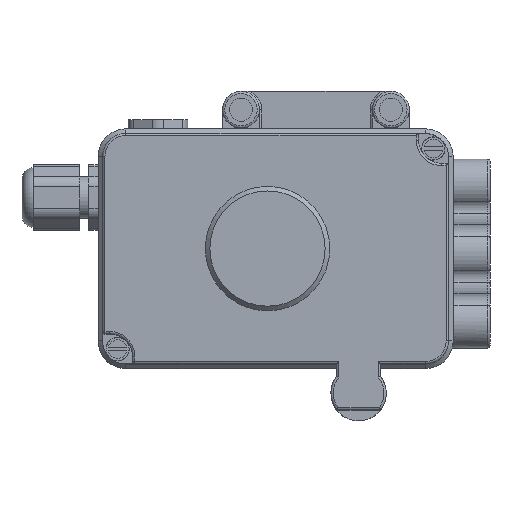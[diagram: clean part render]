
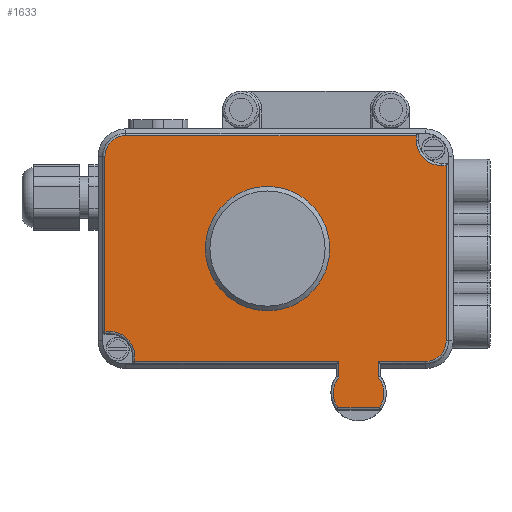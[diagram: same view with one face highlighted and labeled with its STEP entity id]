
A CAD part, top view. The second image highlights one B-rep face of the part: STEP entity #1633.
In plain terms, the highlighted planar face has unit normal (0, 0, 1).
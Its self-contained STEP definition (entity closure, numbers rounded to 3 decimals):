
#1461=CARTESIAN_POINT('',(46.5,15.,45.0));
#1462=VERTEX_POINT('',#1461);
#1463=CARTESIAN_POINT('',(19.5,15.,45.0));
#1464=DIRECTION('',(0.0,0.0,1.0));
#1465=DIRECTION('',(-1.0,0.0,0.0));
#1466=AXIS2_PLACEMENT_3D('',#1463,#1464,#1465);
#1467=CIRCLE('',#1466,27.0);
#1468=EDGE_CURVE('',#1462,#1462,#1467,.T.);
#1473=CARTESIAN_POINT('',(23.0,15.,45.0));
#1474=DIRECTION('',(0.0,0.0,1.0));
#1475=DIRECTION('',(1.0,0.0,0.0));
#1476=AXIS2_PLACEMENT_3D('',#1473,#1474,#1475);
#1477=PLANE('',#1476);
#1478=CARTESIAN_POINT('',(-51.,-21.,45.0));
#1479=VERTEX_POINT('',#1478);
#1480=CARTESIAN_POINT('',(-51.,55.0,45.0));
#1481=VERTEX_POINT('',#1480);
#1482=CARTESIAN_POINT('',(-51.,-21.,45.0));
#1483=DIRECTION('',(0.0,1.0,0.0));
#1484=VECTOR('',#1483,76.);
#1485=LINE('',#1482,#1484);
#1486=EDGE_CURVE('',#1479,#1481,#1485,.T.);
#1487=ORIENTED_EDGE('',*,*,#1486,.F.);
#1488=CARTESIAN_POINT('',(-49.,-21.,45.0));
#1489=VERTEX_POINT('',#1488);
#1490=CARTESIAN_POINT('',(-49.,-21.,45.0));
#1491=DIRECTION('',(-1.0,0.0,0.0));
#1492=VECTOR('',#1491,2.);
#1493=LINE('',#1490,#1492);
#1494=EDGE_CURVE('',#1489,#1479,#1493,.T.);
#1495=ORIENTED_EDGE('',*,*,#1494,.F.);
#1496=CARTESIAN_POINT('',(-38.,-32.,45.0));
#1497=VERTEX_POINT('',#1496);
#1498=CARTESIAN_POINT('',(-49.,-32.,45.0));
#1499=DIRECTION('',(0.0,0.0,1.0));
#1500=DIRECTION('',(0.707,0.707,0.0));
#1501=AXIS2_PLACEMENT_3D('',#1498,#1499,#1500);
#1502=CIRCLE('',#1501,11.0);
#1503=EDGE_CURVE('',#1497,#1489,#1502,.T.);
#1504=ORIENTED_EDGE('',*,*,#1503,.F.);
#1505=CARTESIAN_POINT('',(-38.,-34.,45.0));
#1506=VERTEX_POINT('',#1505);
#1507=CARTESIAN_POINT('',(-38.,-34.,45.0));
#1508=DIRECTION('',(0.0,1.0,0.0));
#1509=VECTOR('',#1508,2.0);
#1510=LINE('',#1507,#1509);
#1511=EDGE_CURVE('',#1506,#1497,#1510,.T.);
#1512=ORIENTED_EDGE('',*,*,#1511,.F.);
#1513=CARTESIAN_POINT('',(50.5,-34.,45.0));
#1514=VERTEX_POINT('',#1513);
#1515=CARTESIAN_POINT('',(50.5,-34.,45.0));
#1516=DIRECTION('',(-1.0,0.0,0.0));
#1517=VECTOR('',#1516,88.5);
#1518=LINE('',#1515,#1517);
#1519=EDGE_CURVE('',#1514,#1506,#1518,.T.);
#1520=ORIENTED_EDGE('',*,*,#1519,.F.);
#1521=CARTESIAN_POINT('',(50.5,-40.686,45.0));
#1522=VERTEX_POINT('',#1521);
#1523=CARTESIAN_POINT('',(50.5,-40.686,45.0));
#1524=DIRECTION('',(0.0,1.0,0.0));
#1525=VECTOR('',#1524,6.686);
#1526=LINE('',#1523,#1525);
#1527=EDGE_CURVE('',#1522,#1514,#1526,.T.);
#1528=ORIENTED_EDGE('',*,*,#1527,.F.);
#1529=CARTESIAN_POINT('',(50.005,-54.,45.0));
#1530=VERTEX_POINT('',#1529);
#1531=CARTESIAN_POINT('',(59.0,-47.669,45.0));
#1532=DIRECTION('',(0.0,0.0,-1.0));
#1533=DIRECTION('',(-1.0,0.0,0.0));
#1534=AXIS2_PLACEMENT_3D('',#1531,#1532,#1533);
#1535=CIRCLE('',#1534,11.0);
#1536=EDGE_CURVE('',#1530,#1522,#1535,.T.);
#1537=ORIENTED_EDGE('',*,*,#1536,.F.);
#1538=CARTESIAN_POINT('',(67.995,-54.,45.0));
#1539=VERTEX_POINT('',#1538);
#1540=CARTESIAN_POINT('',(67.995,-54.,45.0));
#1541=DIRECTION('',(-1.0,0.0,0.0));
#1542=VECTOR('',#1541,17.99);
#1543=LINE('',#1540,#1542);
#1544=EDGE_CURVE('',#1539,#1530,#1543,.T.);
#1545=ORIENTED_EDGE('',*,*,#1544,.F.);
#1546=CARTESIAN_POINT('',(67.5,-40.686,45.0));
#1547=VERTEX_POINT('',#1546);
#1548=CARTESIAN_POINT('',(59.0,-47.669,45.0));
#1549=DIRECTION('',(0.0,0.0,-1.0));
#1550=DIRECTION('',(1.0,0.0,0.0));
#1551=AXIS2_PLACEMENT_3D('',#1548,#1549,#1550);
#1552=CIRCLE('',#1551,11.0);
#1553=EDGE_CURVE('',#1547,#1539,#1552,.T.);
#1554=ORIENTED_EDGE('',*,*,#1553,.F.);
#1555=CARTESIAN_POINT('',(67.5,-34.,45.0));
#1556=VERTEX_POINT('',#1555);
#1557=CARTESIAN_POINT('',(67.5,-34.,45.0));
#1558=DIRECTION('',(0.0,-1.0,0.0));
#1559=VECTOR('',#1558,6.686);
#1560=LINE('',#1557,#1559);
#1561=EDGE_CURVE('',#1556,#1547,#1560,.T.);
#1562=ORIENTED_EDGE('',*,*,#1561,.F.);
#1563=CARTESIAN_POINT('',(88.,-34.,45.0));
#1564=VERTEX_POINT('',#1563);
#1565=CARTESIAN_POINT('',(88.,-34.,45.0));
#1566=DIRECTION('',(-1.0,0.0,0.0));
#1567=VECTOR('',#1566,20.5);
#1568=LINE('',#1565,#1567);
#1569=EDGE_CURVE('',#1564,#1556,#1568,.T.);
#1570=ORIENTED_EDGE('',*,*,#1569,.F.);
#1571=CARTESIAN_POINT('',(97.,-25.,45.0));
#1572=VERTEX_POINT('',#1571);
#1573=CARTESIAN_POINT('',(88.,-25.,45.0));
#1574=DIRECTION('',(0.0,0.0,-1.));
#1575=DIRECTION('',(0.707,-0.707,0.0));
#1576=AXIS2_PLACEMENT_3D('',#1573,#1574,#1575);
#1577=CIRCLE('',#1576,9.0);
#1578=EDGE_CURVE('',#1572,#1564,#1577,.T.);
#1579=ORIENTED_EDGE('',*,*,#1578,.F.);
#1580=CARTESIAN_POINT('',(97.,51.,45.0));
#1581=VERTEX_POINT('',#1580);
#1582=CARTESIAN_POINT('',(97.,51.,45.0));
#1583=DIRECTION('',(0.0,-1.0,0.0));
#1584=VECTOR('',#1583,76.);
#1585=LINE('',#1582,#1584);
#1586=EDGE_CURVE('',#1581,#1572,#1585,.T.);
#1587=ORIENTED_EDGE('',*,*,#1586,.F.);
#1588=CARTESIAN_POINT('',(95.,51.,45.0));
#1589=VERTEX_POINT('',#1588);
#1590=CARTESIAN_POINT('',(95.,51.,45.0));
#1591=DIRECTION('',(1.0,0.0,0.0));
#1592=VECTOR('',#1591,2.);
#1593=LINE('',#1590,#1592);
#1594=EDGE_CURVE('',#1589,#1581,#1593,.T.);
#1595=ORIENTED_EDGE('',*,*,#1594,.F.);
#1596=CARTESIAN_POINT('',(84.,62.,45.0));
#1597=VERTEX_POINT('',#1596);
#1598=CARTESIAN_POINT('',(95.,62.,45.0));
#1599=DIRECTION('',(0.0,0.0,1.0));
#1600=DIRECTION('',(-0.707,-0.707,0.0));
#1601=AXIS2_PLACEMENT_3D('',#1598,#1599,#1600);
#1602=CIRCLE('',#1601,11.);
#1603=EDGE_CURVE('',#1597,#1589,#1602,.T.);
#1604=ORIENTED_EDGE('',*,*,#1603,.F.);
#1605=CARTESIAN_POINT('',(84.,64.,45.0));
#1606=VERTEX_POINT('',#1605);
#1607=CARTESIAN_POINT('',(84.,64.,45.0));
#1608=DIRECTION('',(0.0,-1.0,0.0));
#1609=VECTOR('',#1608,2.);
#1610=LINE('',#1607,#1609);
#1611=EDGE_CURVE('',#1606,#1597,#1610,.T.);
#1612=ORIENTED_EDGE('',*,*,#1611,.F.);
#1613=CARTESIAN_POINT('',(-42.,64.0,45.0));
#1614=VERTEX_POINT('',#1613);
#1615=CARTESIAN_POINT('',(-42.,64.0,45.0));
#1616=DIRECTION('',(1.0,0.0,0.0));
#1617=VECTOR('',#1616,126.);
#1618=LINE('',#1615,#1617);
#1619=EDGE_CURVE('',#1614,#1606,#1618,.T.);
#1620=ORIENTED_EDGE('',*,*,#1619,.F.);
#1621=CARTESIAN_POINT('',(-42.,55.0,45.0));
#1622=DIRECTION('',(0.0,0.0,-1.));
#1623=DIRECTION('',(-0.707,0.707,0.0));
#1624=AXIS2_PLACEMENT_3D('',#1621,#1622,#1623);
#1625=CIRCLE('',#1624,9.0);
#1626=EDGE_CURVE('',#1481,#1614,#1625,.T.);
#1627=ORIENTED_EDGE('',*,*,#1626,.F.);
#1628=EDGE_LOOP('',(#1487,#1495,#1504,#1512,#1520,#1528,#1537,#1545,#1554,#1562,#1570,#1579,#1587,#1595,#1604,#1612,#1620,#1627));
#1629=FACE_OUTER_BOUND('',#1628,.T.);
#1630=ORIENTED_EDGE('',*,*,#1468,.F.);
#1631=EDGE_LOOP('',(#1630));
#1632=FACE_BOUND('',#1631,.T.);
#1633=ADVANCED_FACE('',(#1629,#1632),#1477,.T.);
